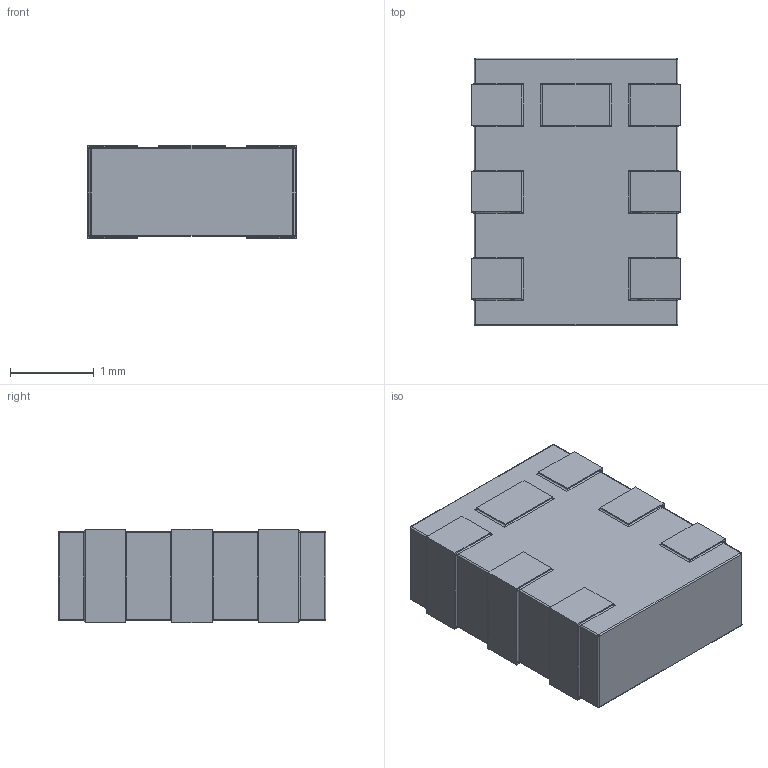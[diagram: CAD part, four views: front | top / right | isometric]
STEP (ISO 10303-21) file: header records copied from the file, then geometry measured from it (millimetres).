
FILE_DESCRIPTION(('FreeCAD Model'),'2;1');
FILE_NAME('User Library-Balun2450FB15L0002.step', '2018-07-15T17:29:53',('kicad StepUp'),('ksu MCAD'), 'Open CASCADE STEP processor 7.2','FreeCAD','Unknown');
FILE_SCHEMA(('AUTOMOTIVE_DESIGN { 1 0 10303 214 1 1 1 1 }'));
Length unit declared in the file: millimetre
Products named in the file (1): User_Library-Balun2450FB15L0002
Bounding box: 2.5 x 3.2 x 1.12 mm (x, y, z)
Volume: 8.5 mm3; surface area: 28.6 mm2
Topology: 1 solids, 1 shells, 167 faces, 400 edges, 228 vertices
Faces by surface type: bspline 167
Entity records: 5569 total; most frequent: CARTESIAN_POINT 2169, ORIENTED_EDGE 784, EDGE_CURVE 392, B_SPLINE_CURVE_WITH_KNOTS 244, VERTEX_POINT 228, FACE_BOUND 168, EDGE_LOOP 168, ADVANCED_FACE 167
